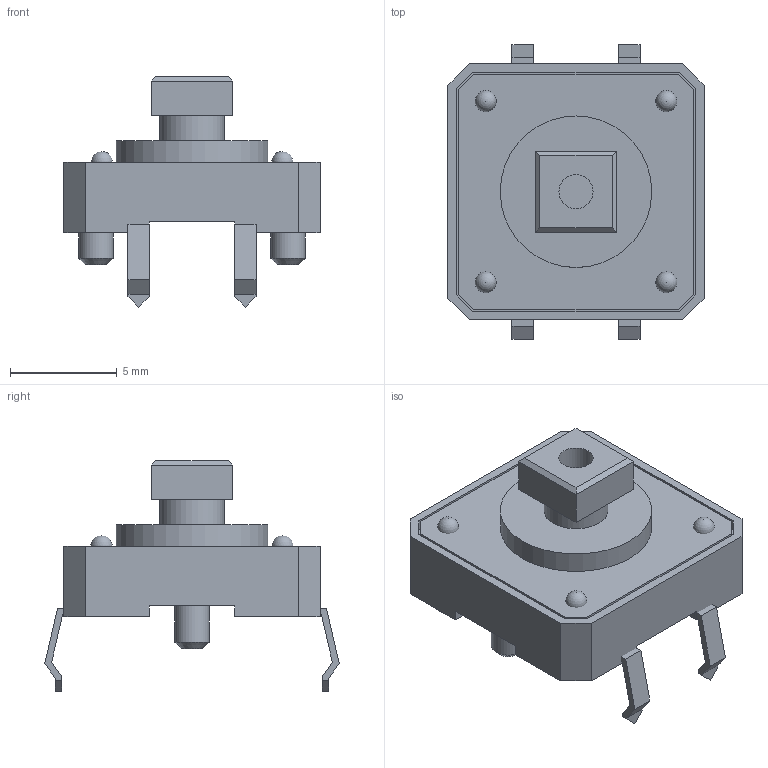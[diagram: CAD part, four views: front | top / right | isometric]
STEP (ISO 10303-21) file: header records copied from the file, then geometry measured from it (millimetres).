
FILE_DESCRIPTION(/* description */ (''),/* implementation_level */ '2;1');
FILE_NAME(/* name */ 'OMRON3BF4055.stp',/* time_stamp */ '2022-04-11T11:45:21+02:00',/* author */ ('PCtrading'),/* organization */ (''),/* preprocessor_version */ 'ST-DEVELOPER v16.5',/* originating_system */ 'Autodesk Inventor 2017',/* authorisation */ '');
FILE_SCHEMA (('AUTOMOTIVE_DESIGN { 1 0 10303 214 3 1 1 }'));
Length unit declared in the file: millimetre
Products named in the file (1): OMRON3BF4055
Bounding box: 12 x 13.8 x 10.8 mm (x, y, z)
Volume: 509.8 mm3; surface area: 966.3 mm2
Topology: 11 solids, 11 shells, 119 faces, 291 edges, 192 vertices
Faces by surface type: plane 108, cylinder 5, sphere 4, cone 2
Full cylindrical faces by diameter (mm): 1.6 x2, 1.603 x1, 3 x1, 7.1 x1
Entity records: 3318 total; most frequent: CARTESIAN_POINT 576, ORIENTED_EDGE 544, DIRECTION 524, EDGE_CURVE 272, LINE 260, VECTOR 260, VERTEX_POINT 184, AXIS2_PLACEMENT_3D 132
